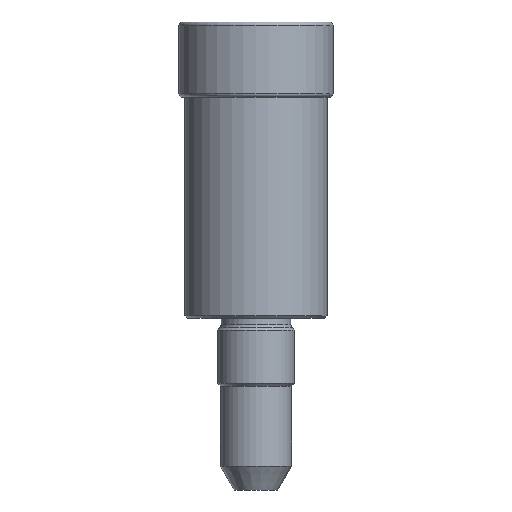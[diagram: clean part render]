
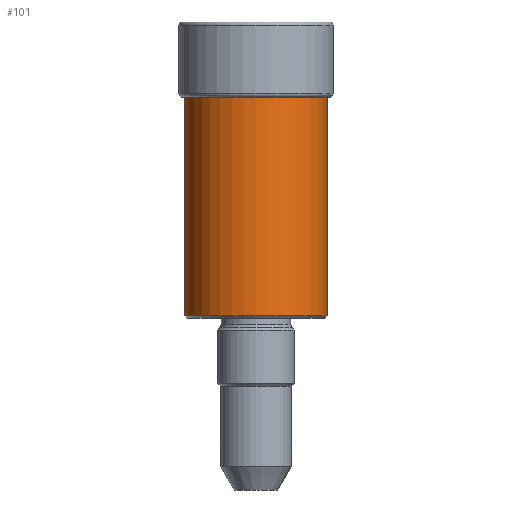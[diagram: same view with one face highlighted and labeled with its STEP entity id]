
A CAD part, front view. The second image highlights one B-rep face of the part: STEP entity #101.
In plain terms, the highlighted cylindrical face has radius 6 mm (diameter 12 mm), a partial arc.
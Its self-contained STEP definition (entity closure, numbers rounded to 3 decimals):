
#100 = ORIENTED_EDGE ( 'NONE', *, *, #194, .F. ) ;
#101 = ADVANCED_FACE ( 'NONE', ( #813 ), #717, .T. ) ;
#108 = ORIENTED_EDGE ( 'NONE', *, *, #110, .T. ) ;
#109 = ORIENTED_EDGE ( 'NONE', *, *, #308, .F. ) ;
#110 = EDGE_CURVE ( 'NONE', #344, #303, #734, .T. ) ;
#111 = ORIENTED_EDGE ( 'NONE', *, *, #312, .T. ) ;
#151 = EDGE_LOOP ( 'NONE', ( #109, #108, #111, #100 ) ) ;
#194 = EDGE_CURVE ( 'NONE', #391, #256, #929, .T. ) ;
#256 = VERTEX_POINT ( 'NONE', #1176 ) ;
#303 = VERTEX_POINT ( 'NONE', #1304 ) ;
#308 = EDGE_CURVE ( 'NONE', #344, #391, #1293, .T. ) ;
#312 = EDGE_CURVE ( 'NONE', #303, #256, #1251, .T. ) ;
#344 = VERTEX_POINT ( 'NONE', #1222 ) ;
#391 = VERTEX_POINT ( 'NONE', #1398 ) ;
#659 = DIRECTION ( 'NONE',  ( -1., 0., 0. ) ) ;
#660 = DIRECTION ( 'NONE',  ( 0., 0., -1. ) ) ;
#661 = CARTESIAN_POINT ( 'NONE',  ( 0., 0., 33.15 ) ) ;
#662 = AXIS2_PLACEMENT_3D ( 'NONE', #661, #660, #659 ) ;
#711 = DIRECTION ( 'NONE',  ( -1., 0., 0. ) ) ;
#712 = DIRECTION ( 'NONE',  ( 0., 0., -1. ) ) ;
#713 = CARTESIAN_POINT ( 'NONE',  ( 0., 0., 0. ) ) ;
#717 = CYLINDRICAL_SURFACE ( 'NONE', #729, 6. ) ;
#729 = AXIS2_PLACEMENT_3D ( 'NONE', #713, #712, #711 ) ;
#734 = CIRCLE ( 'NONE', #662, 6. ) ;
#813 = FACE_OUTER_BOUND ( 'NONE', #151, .T. ) ;
#872 = AXIS2_PLACEMENT_3D ( 'NONE', #925, #924, #923 ) ;
#923 = DIRECTION ( 'NONE',  ( -1., 0., 0. ) ) ;
#924 = DIRECTION ( 'NONE',  ( 0., 0., -1. ) ) ;
#925 = CARTESIAN_POINT ( 'NONE',  ( 0., 0., 14.7 ) ) ;
#929 = CIRCLE ( 'NONE', #872, 6. ) ;
#1176 = CARTESIAN_POINT ( 'NONE',  ( -6., 0., 14.7 ) ) ;
#1222 = CARTESIAN_POINT ( 'NONE',  ( 6., 0., 33.15 ) ) ;
#1248 = DIRECTION ( 'NONE',  ( 0., 0., -1. ) ) ;
#1249 = VECTOR ( 'NONE', #1248, 1000. ) ;
#1250 = CARTESIAN_POINT ( 'NONE',  ( -6., 0., 0. ) ) ;
#1251 = LINE ( 'NONE', #1250, #1249 ) ;
#1253 = DIRECTION ( 'NONE',  ( 0., 0., -1. ) ) ;
#1291 = VECTOR ( 'NONE', #1253, 1000. ) ;
#1292 = CARTESIAN_POINT ( 'NONE',  ( 6., 0., 0. ) ) ;
#1293 = LINE ( 'NONE', #1292, #1291 ) ;
#1304 = CARTESIAN_POINT ( 'NONE',  ( -6., 0., 33.15 ) ) ;
#1398 = CARTESIAN_POINT ( 'NONE',  ( 6., 0., 14.7 ) ) ;
